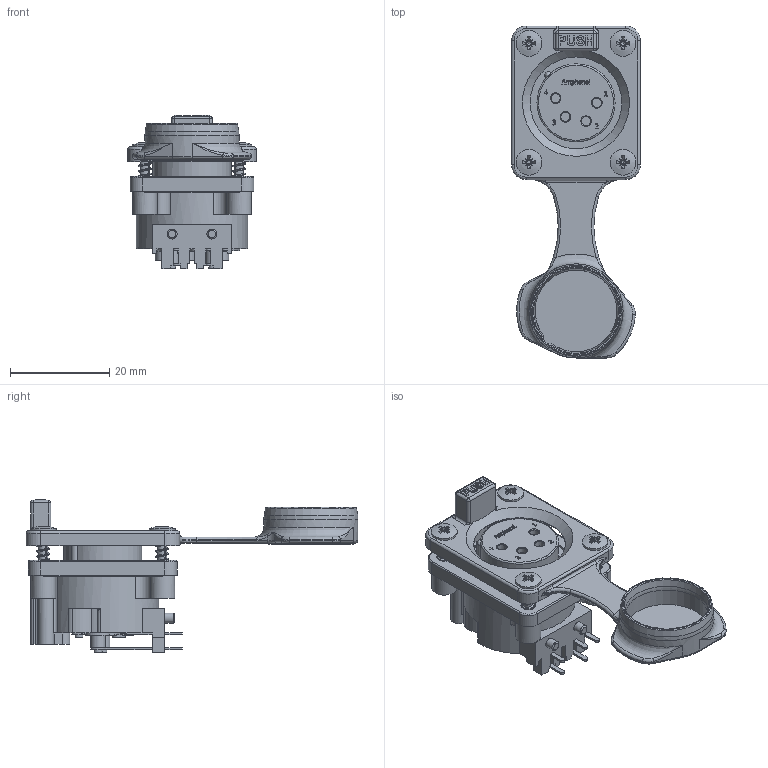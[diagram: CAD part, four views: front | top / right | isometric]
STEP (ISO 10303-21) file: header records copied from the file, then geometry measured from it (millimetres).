
FILE_DESCRIPTION(/* description */ (''),/* implementation_level */ '2;1');
FILE_NAME(/* name */ 'AXS4FP2H.stp',/* time_stamp */ '2026-03-26T14:36:04+11:00',/* author */ ('minh'),/* organization */ (''),/* preprocessor_version */ 'ST-DEVELOPER v19.2',/* originating_system */ 'Autodesk Inventor 2023',/* authorisation */ '');
FILE_SCHEMA (('AUTOMOTIVE_DESIGN { 1 0 10303 214 3 1 1 }'));
Products named in the file (1): 55011488-824
Bounding box: 26 x 67 x 31 mm (x, y, z)
Volume: 11841.9 mm3; surface area: 9025.1 mm2
Topology: 1 solids, 4 shells, 2544 faces, 6978 edges, 4482 vertices
Faces by surface type: bspline 1014, plane 776, cylinder 494, cone 177, torus 57, sphere 26
Full cylindrical faces by diameter (mm): 0.8 x5, 1.6 x5, 1.85 x4, 2 x2, 2.9 x2, 2.95 x4, 3.4 x4, 4 x10, 5.2 x4, 15.4 x1, 17 x1, 18.5 x1, 19 x1
Entity records: 148783 total; most frequent: CARTESIAN_POINT 88001, ORIENTED_EDGE 13918, DIRECTION 9245, EDGE_CURVE 6959, VERTEX_POINT 4482, LINE 3137, VECTOR 3137, AXIS2_PLACEMENT_3D 3054
